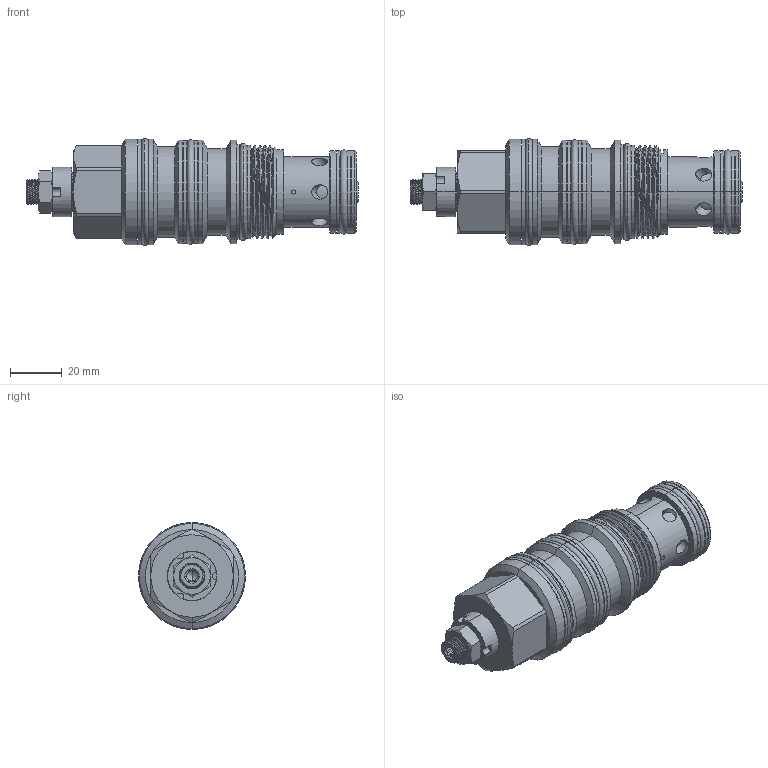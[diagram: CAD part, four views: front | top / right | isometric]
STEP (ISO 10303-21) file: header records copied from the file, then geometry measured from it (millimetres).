
FILE_DESCRIPTION (( 'STEP AP214' ), '1' );
FILE_NAME ('CK23A4C-L.STEP', '2016-04-12T02:15:54', ( '' ), ( '' ), 'SwSTEP 2.0', 'SolidWorks 2012', '' );
FILE_SCHEMA (( 'AUTOMOTIVE_DESIGN' ));
Length unit declared in the file: millimetre
Products named in the file (1): CK23A4C-L
Bounding box: 127.73 x 41.18 x 41.18 mm (x, y, z)
Volume: 101397.1 mm3; surface area: 27094.2 mm2
Topology: 6 solids, 6 shells, 317 faces, 727 edges, 450 vertices
Faces by surface type: cylinder 145, plane 80, cone 59, torus 24, bspline 7, sphere 2
Entity records: 14969 total; most frequent: CARTESIAN_POINT 7941, DIRECTION 1458, ORIENTED_EDGE 1450, EDGE_CURVE 725, AXIS2_PLACEMENT_3D 612, VERTEX_POINT 450, EDGE_LOOP 357, FACE_OUTER_BOUND 317
